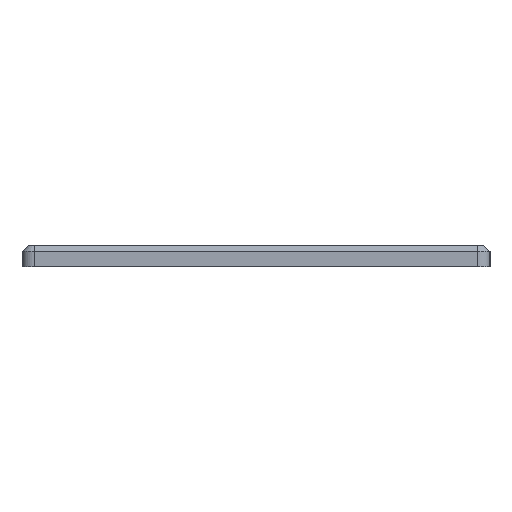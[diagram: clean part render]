
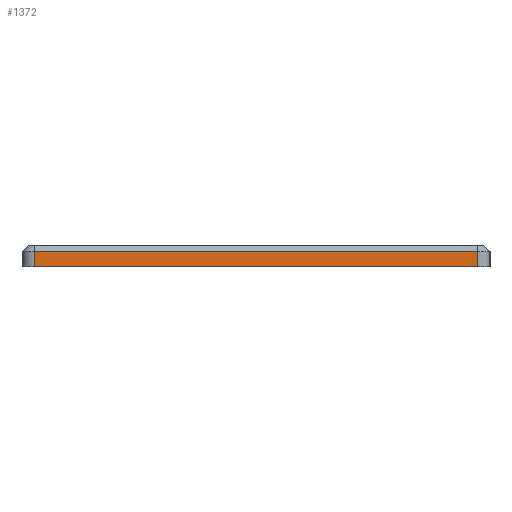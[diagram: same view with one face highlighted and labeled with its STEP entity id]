
A CAD part, left-side view. The second image highlights one B-rep face of the part: STEP entity #1372.
In plain terms, the highlighted planar face has unit normal (-1, 0, 0).
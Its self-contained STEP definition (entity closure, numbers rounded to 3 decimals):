
#95=FACE_OUTER_BOUND('',#180,.T.);
#180=EDGE_LOOP('',(#1012,#1013,#1014,#1015));
#273=LINE('',#1968,#440);
#321=LINE('',#2075,#488);
#322=LINE('',#2079,#489);
#323=LINE('',#2080,#490);
#440=VECTOR('',#1593,10.);
#488=VECTOR('',#1665,10.);
#489=VECTOR('',#1670,10.);
#490=VECTOR('',#1671,10.);
#604=VERTEX_POINT('',#1958);
#606=VERTEX_POINT('',#1964);
#654=VERTEX_POINT('',#2074);
#655=VERTEX_POINT('',#2078);
#739=EDGE_CURVE('',#604,#606,#273,.T.);
#792=EDGE_CURVE('',#606,#654,#321,.T.);
#794=EDGE_CURVE('',#655,#604,#322,.T.);
#795=EDGE_CURVE('',#655,#654,#323,.T.);
#1012=ORIENTED_EDGE('',*,*,#739,.F.);
#1013=ORIENTED_EDGE('',*,*,#794,.F.);
#1014=ORIENTED_EDGE('',*,*,#795,.T.);
#1015=ORIENTED_EDGE('',*,*,#792,.F.);
#1304=PLANE('',#1474);
#1372=ADVANCED_FACE('',(#95),#1304,.T.);
#1474=AXIS2_PLACEMENT_3D('',#2077,#1668,#1669);
#1593=DIRECTION('',(0.,-1.,0.));
#1665=DIRECTION('',(0.,0.,-1.));
#1668=DIRECTION('center_axis',(-1.,0.,0.));
#1669=DIRECTION('ref_axis',(0.,-1.,0.));
#1670=DIRECTION('',(0.,0.,1.));
#1671=DIRECTION('',(0.,-1.,0.));
#1958=CARTESIAN_POINT('',(-11.475,143.475,9.));
#1964=CARTESIAN_POINT('',(-11.475,-3.035,9.));
#1968=CARTESIAN_POINT('',(-11.475,108.848,9.));
#2074=CARTESIAN_POINT('',(-11.475,-3.035,4.));
#2075=CARTESIAN_POINT('',(-11.475,-3.035,4.));
#2077=CARTESIAN_POINT('Origin',(-11.475,147.475,4.));
#2078=CARTESIAN_POINT('',(-11.475,143.475,4.));
#2079=CARTESIAN_POINT('',(-11.475,143.475,4.));
#2080=CARTESIAN_POINT('',(-11.475,147.475,4.));
